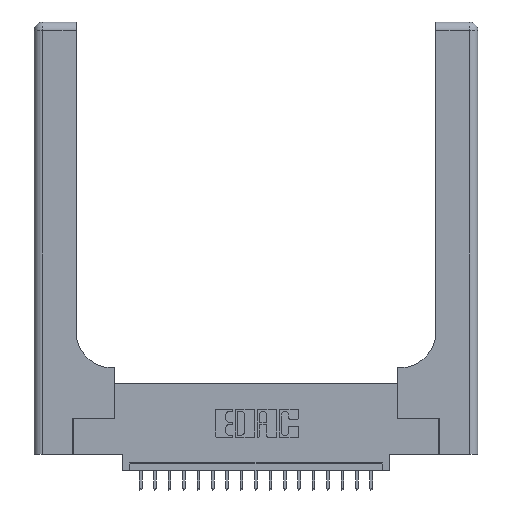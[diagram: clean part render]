
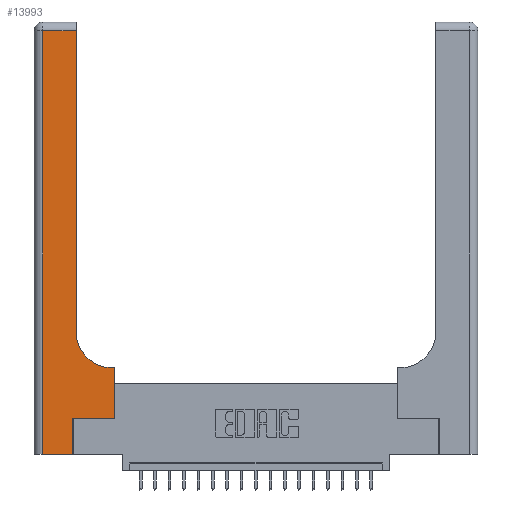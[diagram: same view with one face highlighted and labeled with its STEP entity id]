
A CAD part, top view. The second image highlights one B-rep face of the part: STEP entity #13993.
In plain terms, the highlighted planar face has unit normal (0, 0, 1).
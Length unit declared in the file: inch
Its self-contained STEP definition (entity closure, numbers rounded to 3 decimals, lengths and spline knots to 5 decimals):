
#52 = CARTESIAN_POINT ( 'NONE',  ( 0.5585, 0.25, 0.37 ) ) ;
#183 = CARTESIAN_POINT ( 'NONE',  ( 0.2915, 0.6, 0.37 ) ) ;
#655 = CARTESIAN_POINT ( 'NONE',  ( 0., 3., 0.37 ) ) ;
#771 = PLANE ( 'NONE',  #9995 ) ;
#931 = ORIENTED_EDGE ( 'NONE', *, *, #9541, .T. ) ;
#1308 = DIRECTION ( 'NONE',  ( -1., 0., 0. ) ) ;
#1325 = EDGE_CURVE ( 'NONE', #11742, #7442, #17205, .T. ) ;
#1965 = ORIENTED_EDGE ( 'NONE', *, *, #1325, .T. ) ;
#2026 = LINE ( 'NONE', #52, #5561 ) ;
#2161 = VERTEX_POINT ( 'NONE', #17663 ) ;
#2738 = VERTEX_POINT ( 'NONE', #18055 ) ;
#2918 = ORIENTED_EDGE ( 'NONE', *, *, #4115, .T. ) ;
#3143 = CIRCLE ( 'NONE', #16023, 0.25 ) ;
#3191 = ORIENTED_EDGE ( 'NONE', *, *, #5001, .T. ) ;
#3210 = CARTESIAN_POINT ( 'NONE',  ( 0.269, 0., 0.37 ) ) ;
#3434 = CARTESIAN_POINT ( 'NONE',  ( 0.06, 3., 0.37 ) ) ;
#3446 = EDGE_LOOP ( 'NONE', ( #3191, #2918, #7490, #1965, #4847, #931, #9122, #15680, #3874 ) ) ;
#3702 = VERTEX_POINT ( 'NONE', #7822 ) ;
#3874 = ORIENTED_EDGE ( 'NONE', *, *, #17237, .T. ) ;
#4115 = EDGE_CURVE ( 'NONE', #9765, #10042, #6924, .T. ) ;
#4847 = ORIENTED_EDGE ( 'NONE', *, *, #6428, .T. ) ;
#5001 = EDGE_CURVE ( 'NONE', #2738, #9765, #10365, .T. ) ;
#5497 = CARTESIAN_POINT ( 'NONE',  ( 0.2915, 3., 0.37 ) ) ;
#5561 = VECTOR ( 'NONE', #8675, 39.37008 ) ;
#5745 = CARTESIAN_POINT ( 'NONE',  ( 0.269, 0., 0.37 ) ) ;
#6315 = VECTOR ( 'NONE', #12212, 39.37008 ) ;
#6428 = EDGE_CURVE ( 'NONE', #7442, #12160, #13979, .T. ) ;
#6656 = VECTOR ( 'NONE', #13452, 39.37008 ) ;
#6924 = LINE ( 'NONE', #8779, #6656 ) ;
#7038 = CARTESIAN_POINT ( 'NONE',  ( 0.2915, 2.94, 0.37 ) ) ;
#7285 = DIRECTION ( 'NONE',  ( 1., 0., 0. ) ) ;
#7442 = VERTEX_POINT ( 'NONE', #3210 ) ;
#7490 = ORIENTED_EDGE ( 'NONE', *, *, #17327, .T. ) ;
#7822 = CARTESIAN_POINT ( 'NONE',  ( 0.5585, 0.6, 0.37 ) ) ;
#8675 = DIRECTION ( 'NONE',  ( 0., 1., 0. ) ) ;
#8779 = CARTESIAN_POINT ( 'NONE',  ( 0., 2.94, 0.37 ) ) ;
#9122 = ORIENTED_EDGE ( 'NONE', *, *, #15919, .T. ) ;
#9266 = FACE_OUTER_BOUND ( 'NONE', #3446, .T. ) ;
#9541 = EDGE_CURVE ( 'NONE', #12160, #21029, #14244, .T. ) ;
#9629 = CARTESIAN_POINT ( 'NONE',  ( 0.06, 2.94, 0.37 ) ) ;
#9765 = VERTEX_POINT ( 'NONE', #7038 ) ;
#9995 = AXIS2_PLACEMENT_3D ( 'NONE', #655, #14270, #17238 ) ;
#10042 = VERTEX_POINT ( 'NONE', #9629 ) ;
#10365 = LINE ( 'NONE', #5497, #6315 ) ;
#10513 = VECTOR ( 'NONE', #12361, 39.37008 ) ;
#11068 = CARTESIAN_POINT ( 'NONE',  ( 0.5415, 0.85, 0.37 ) ) ;
#11290 = DIRECTION ( 'NONE',  ( 1., 0., 0. ) ) ;
#11742 = VERTEX_POINT ( 'NONE', #19972 ) ;
#11794 = CARTESIAN_POINT ( 'NONE',  ( 0.269, 0.25, 0.37 ) ) ;
#11814 = LINE ( 'NONE', #3434, #13925 ) ;
#12160 = VERTEX_POINT ( 'NONE', #11794 ) ;
#12212 = DIRECTION ( 'NONE',  ( 0., 1., 0. ) ) ;
#12361 = DIRECTION ( 'NONE',  ( 0., 1., 0. ) ) ;
#13452 = DIRECTION ( 'NONE',  ( -1., 0., 0. ) ) ;
#13925 = VECTOR ( 'NONE', #21537, 39.37008 ) ;
#13979 = LINE ( 'NONE', #5745, #10513 ) ;
#13993 = ADVANCED_FACE ( 'NONE', ( #9266 ), #771, .F. ) ;
#14244 = LINE ( 'NONE', #19297, #17924 ) ;
#14270 = DIRECTION ( 'NONE',  ( 0., 0., -1. ) ) ;
#15233 = LINE ( 'NONE', #183, #20895 ) ;
#15415 = CARTESIAN_POINT ( 'NONE',  ( 0.5585, 0.25, 0.37 ) ) ;
#15680 = ORIENTED_EDGE ( 'NONE', *, *, #16956, .T. ) ;
#15778 = CARTESIAN_POINT ( 'NONE',  ( 0., 0., 0.37 ) ) ;
#15919 = EDGE_CURVE ( 'NONE', #21029, #3702, #2026, .T. ) ;
#16023 = AXIS2_PLACEMENT_3D ( 'NONE', #11068, #17728, #11290 ) ;
#16956 = EDGE_CURVE ( 'NONE', #3702, #2161, #15233, .T. ) ;
#17205 = LINE ( 'NONE', #15778, #21037 ) ;
#17237 = EDGE_CURVE ( 'NONE', #2161, #2738, #3143, .T. ) ;
#17238 = DIRECTION ( 'NONE',  ( -1., 0., 0. ) ) ;
#17327 = EDGE_CURVE ( 'NONE', #10042, #11742, #11814, .T. ) ;
#17663 = CARTESIAN_POINT ( 'NONE',  ( 0.5415, 0.6, 0.37 ) ) ;
#17728 = DIRECTION ( 'NONE',  ( 0., 0., -1. ) ) ;
#17924 = VECTOR ( 'NONE', #21030, 39.37008 ) ;
#18055 = CARTESIAN_POINT ( 'NONE',  ( 0.2915, 0.85, 0.37 ) ) ;
#19297 = CARTESIAN_POINT ( 'NONE',  ( 0.269, 0.25, 0.37 ) ) ;
#19972 = CARTESIAN_POINT ( 'NONE',  ( 0.06, 0., 0.37 ) ) ;
#20895 = VECTOR ( 'NONE', #1308, 39.37008 ) ;
#21029 = VERTEX_POINT ( 'NONE', #15415 ) ;
#21030 = DIRECTION ( 'NONE',  ( 1., 0., 0. ) ) ;
#21037 = VECTOR ( 'NONE', #7285, 39.37008 ) ;
#21537 = DIRECTION ( 'NONE',  ( 0., -1., 0. ) ) ;
